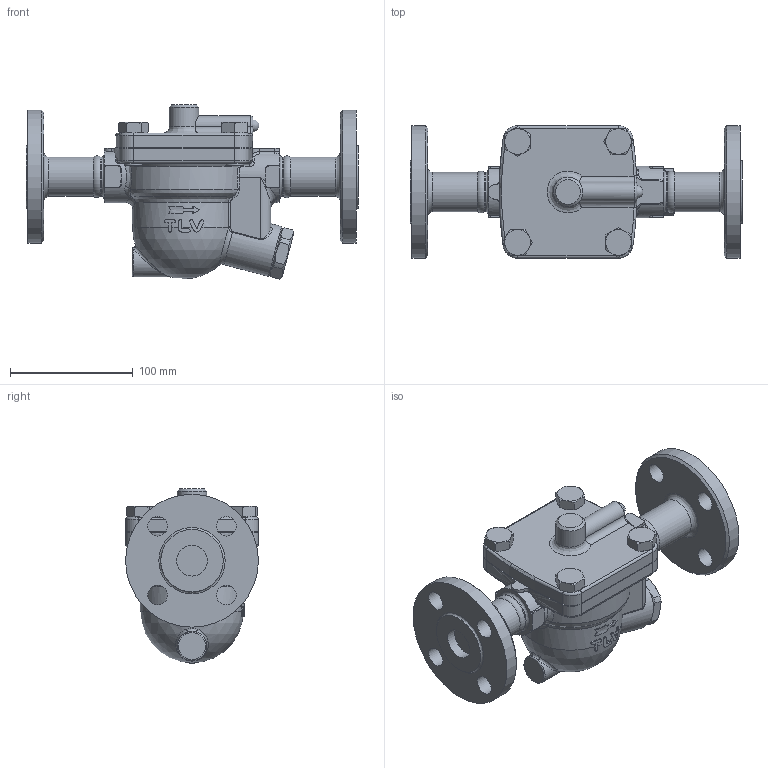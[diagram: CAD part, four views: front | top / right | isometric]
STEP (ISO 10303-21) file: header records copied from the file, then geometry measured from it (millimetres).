
FILE_DESCRIPTION((''),'2;1');
FILE_NAME('j5sx0-025-a0150-00.stp','2009-10-30T11:27:17',('nakaot'),(''),'Autodesk Inventor 2008','Autodesk Inventor 2008','');
FILE_SCHEMA(('AUTOMOTIVE_DESIGN { 1 0 10303 214 1 1 1 1 }'));
Length unit declared in the file: millimetre
Products named in the file (1): j5sx0-025-a0150-00
Bounding box: 270 x 108 x 141.85 mm (x, y, z)
Volume: 1265204.3 mm3; surface area: 141444.7 mm2
Topology: 1 solids, 1 shells, 399 faces, 1006 edges, 612 vertices
Faces by surface type: bspline 111, cylinder 103, plane 99, cone 54, torus 30, sphere 2
Full cylindrical faces by diameter (mm): 14 x8, 24 x1, 25 x2, 32 x4, 42 x2, 77 x1, 108 x2
Entity records: 23592 total; most frequent: CARTESIAN_POINT 15206, ORIENTED_EDGE 1836, DIRECTION 1575, EDGE_CURVE 918, AXIS2_PLACEMENT_3D 681, VERTEX_POINT 584, EDGE_LOOP 486, FACE_OUTER_BOUND 398
